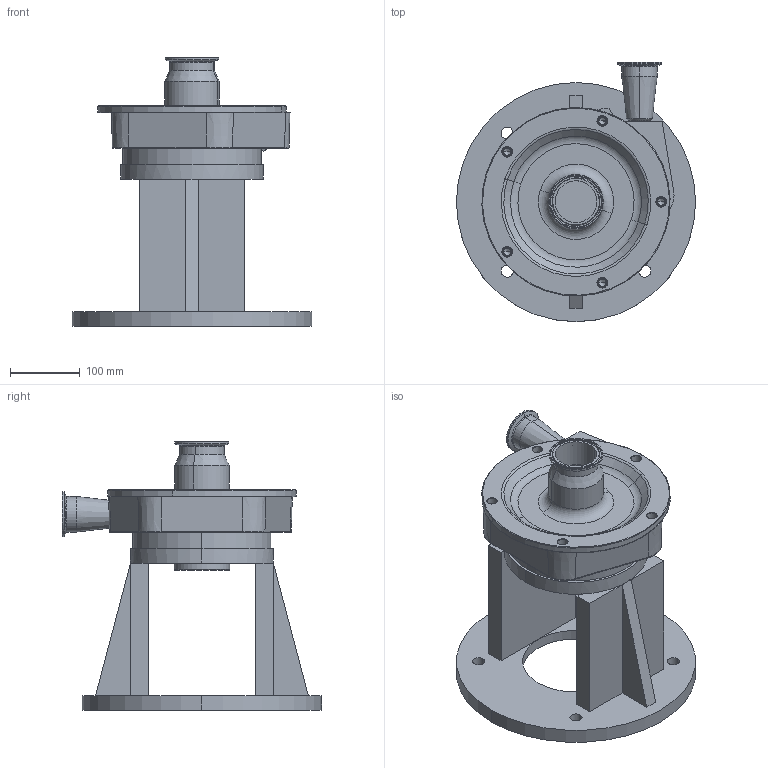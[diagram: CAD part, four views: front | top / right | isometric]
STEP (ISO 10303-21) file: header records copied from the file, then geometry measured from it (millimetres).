
FILE_DESCRIPTION (( 'STEP AP214' ), '1' );
FILE_NAME ('FP 1740 320TC VERT.STEP', '2023-01-26T20:02:42', ( '' ), ( '' ), 'SwSTEP 2.0', 'SolidWorks 2021', '' );
FILE_SCHEMA (( 'AUTOMOTIVE_DESIGN' ));
Length unit declared in the file: millimetre
Products named in the file (1): FP 1740 320TC VERT
Bounding box: 343 x 371.5 x 385 mm (x, y, z)
Volume: 5704554.2 mm3; surface area: 752006.6 mm2
Topology: 1 solids, 5 shells, 351 faces, 749 edges, 438 vertices
Faces by surface type: cylinder 119, plane 85, cone 83, torus 60, sphere 3, bspline 1
Entity records: 9671 total; most frequent: DIRECTION 1875, CARTESIAN_POINT 1770, ORIENTED_EDGE 1478, AXIS2_PLACEMENT_3D 800, EDGE_CURVE 739, CIRCLE 449, VERTEX_POINT 438, EDGE_LOOP 405
